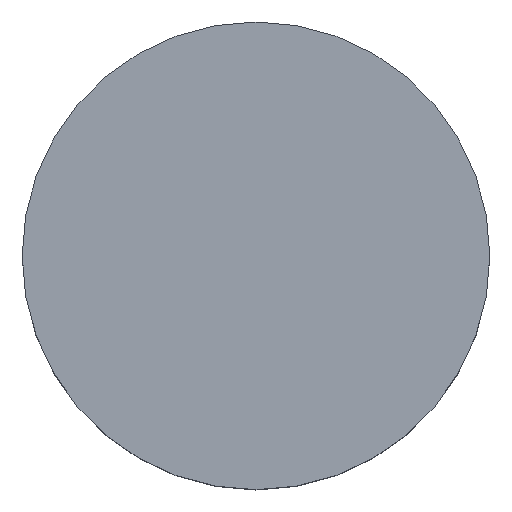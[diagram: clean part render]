
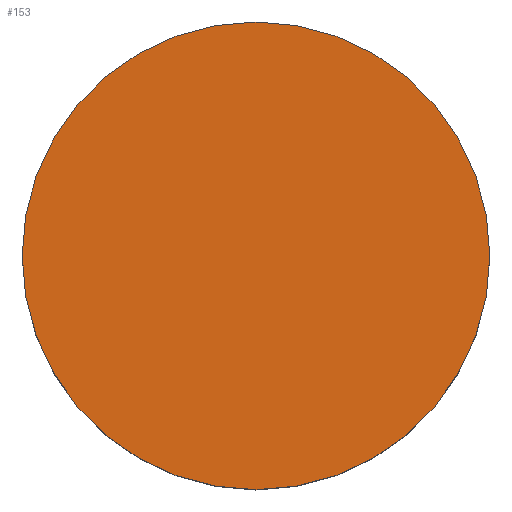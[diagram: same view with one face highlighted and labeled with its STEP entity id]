
A CAD part, top view. The second image highlights one B-rep face of the part: STEP entity #153.
In plain terms, the highlighted planar face has unit normal (0, 0, 1).
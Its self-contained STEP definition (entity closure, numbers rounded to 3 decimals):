
#21=PLANE('',#190);
#37=FACE_OUTER_BOUND('',#50,.T.);
#50=EDGE_LOOP('',(#140));
#67=CIRCLE('',#173,6.599);
#79=VERTEX_POINT('',#254);
#92=EDGE_CURVE('',#79,#79,#67,.T.);
#140=ORIENTED_EDGE('',*,*,#92,.T.);
#153=ADVANCED_FACE('',(#37),#21,.T.);
#173=AXIS2_PLACEMENT_3D('',#255,#203,#204);
#190=AXIS2_PLACEMENT_3D('',#286,#242,#243);
#203=DIRECTION('center_axis',(0.,0.,
1.));
#204=DIRECTION('ref_axis',(0.,-1.,0.));
#242=DIRECTION('center_axis',(0.,0.,
1.));
#243=DIRECTION('ref_axis',(0.866,0.5,0.));
#254=CARTESIAN_POINT('',(2.529,-3.474,162.481));
#255=CARTESIAN_POINT('Origin',(8.244,-0.175,162.481));
#286=CARTESIAN_POINT('Origin',(8.244,-0.175,162.481));
